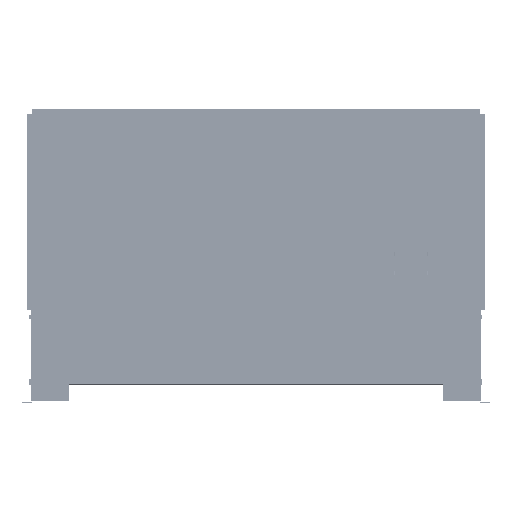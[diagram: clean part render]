
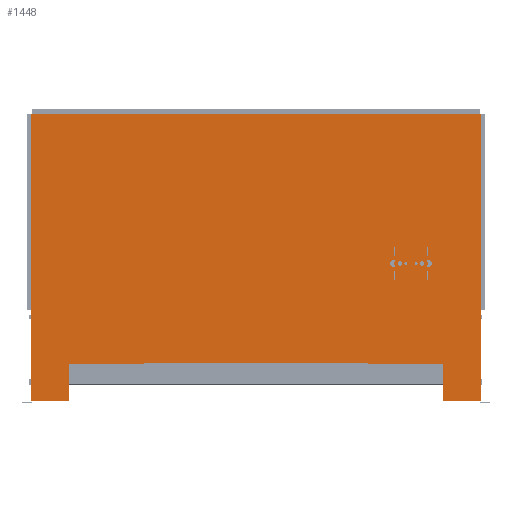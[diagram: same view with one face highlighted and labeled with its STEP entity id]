
A CAD part, left-side view. The second image highlights one B-rep face of the part: STEP entity #1448.
In plain terms, the highlighted planar face has unit normal (1, 0, 0).
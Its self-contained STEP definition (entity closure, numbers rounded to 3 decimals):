
#367=CARTESIAN_POINT('Vertex',(944.159,-635.292,-149.5)) ;
#370=CARTESIAN_POINT('Line Origine',(944.159,-635.292,236.)) ;
#374=CARTESIAN_POINT('Vertex',(944.159,-635.292,621.5)) ;
#1056=CARTESIAN_POINT('Vertex',(944.159,569.708,621.5)) ;
#1059=CARTESIAN_POINT('Line Origine',(944.159,569.708,236.)) ;
#1063=CARTESIAN_POINT('Vertex',(944.159,569.708,-149.5)) ;
#1319=CARTESIAN_POINT('Line Origine',(944.159,-32.792,621.5)) ;
#1368=CARTESIAN_POINT('Axis2P3D Location',(944.159,-32.792,236.)) ;
#1373=CARTESIAN_POINT('Line Origine',(944.159,367.958,-50.5)) ;
#1377=CARTESIAN_POINT('Vertex',(944.159,468.708,-50.5)) ;
#1379=CARTESIAN_POINT('Vertex',(944.159,267.208,-50.5)) ;
#1382=CARTESIAN_POINT('Line Origine',(944.159,468.708,-100.)) ;
#1386=CARTESIAN_POINT('Vertex',(944.159,468.708,-149.5)) ;
#1389=CARTESIAN_POINT('Line Origine',(944.159,519.208,-149.5)) ;
#1394=CARTESIAN_POINT('Line Origine',(944.159,-584.792,-149.5)) ;
#1398=CARTESIAN_POINT('Vertex',(944.159,-534.292,-149.5)) ;
#1401=CARTESIAN_POINT('Line Origine',(944.159,-534.292,-100.)) ;
#1405=CARTESIAN_POINT('Vertex',(944.159,-534.292,-50.5)) ;
#1408=CARTESIAN_POINT('Line Origine',(944.159,-433.542,-50.5)) ;
#1412=CARTESIAN_POINT('Vertex',(944.159,-332.792,-50.5)) ;
#1415=CARTESIAN_POINT('Line Origine',(944.159,-332.792,-49.5)) ;
#1419=CARTESIAN_POINT('Vertex',(944.159,-332.792,-48.5)) ;
#1422=CARTESIAN_POINT('Line Origine',(944.159,-32.792,-48.5)) ;
#1426=CARTESIAN_POINT('Vertex',(944.159,267.208,-48.5)) ;
#1429=CARTESIAN_POINT('Line Origine',(944.159,267.208,-49.5)) ;
#371=DIRECTION('Vector Direction',(0.,0.,1.)) ;
#1060=DIRECTION('Vector Direction',(0.,0.,-1.)) ;
#1320=DIRECTION('Vector Direction',(0.,-1.,0.)) ;
#1369=DIRECTION('Axis2P3D Direction',(1.,0.,0.)) ;
#1370=DIRECTION('Axis2P3D XDirection',(0.,1.,0.)) ;
#1374=DIRECTION('Vector Direction',(0.,-1.,0.)) ;
#1383=DIRECTION('Vector Direction',(0.,0.,-1.)) ;
#1390=DIRECTION('Vector Direction',(0.,-1.,0.)) ;
#1395=DIRECTION('Vector Direction',(0.,-1.,0.)) ;
#1402=DIRECTION('Vector Direction',(0.,0.,1.)) ;
#1409=DIRECTION('Vector Direction',(0.,-1.,0.)) ;
#1416=DIRECTION('Vector Direction',(0.,0.,1.)) ;
#1423=DIRECTION('Vector Direction',(0.,1.,0.)) ;
#1430=DIRECTION('Vector Direction',(0.,0.,1.)) ;
#1371=AXIS2_PLACEMENT_3D('Plane Axis2P3D',#1368,#1369,#1370) ;
#1435=ORIENTED_EDGE('',*,*,#1381,.F.) ;
#1436=ORIENTED_EDGE('',*,*,#1388,.T.) ;
#1437=ORIENTED_EDGE('',*,*,#1393,.F.) ;
#1438=ORIENTED_EDGE('',*,*,#1065,.F.) ;
#1439=ORIENTED_EDGE('',*,*,#1323,.T.) ;
#1440=ORIENTED_EDGE('',*,*,#376,.F.) ;
#1441=ORIENTED_EDGE('',*,*,#1400,.F.) ;
#1442=ORIENTED_EDGE('',*,*,#1407,.T.) ;
#1443=ORIENTED_EDGE('',*,*,#1414,.F.) ;
#1444=ORIENTED_EDGE('',*,*,#1421,.T.) ;
#1445=ORIENTED_EDGE('',*,*,#1428,.T.) ;
#1446=ORIENTED_EDGE('',*,*,#1433,.F.) ;
#372=VECTOR('Line Direction',#371,1.) ;
#1061=VECTOR('Line Direction',#1060,1.) ;
#1321=VECTOR('Line Direction',#1320,1.) ;
#1375=VECTOR('Line Direction',#1374,1.) ;
#1384=VECTOR('Line Direction',#1383,1.) ;
#1391=VECTOR('Line Direction',#1390,1.) ;
#1396=VECTOR('Line Direction',#1395,1.) ;
#1403=VECTOR('Line Direction',#1402,1.) ;
#1410=VECTOR('Line Direction',#1409,1.) ;
#1417=VECTOR('Line Direction',#1416,1.) ;
#1424=VECTOR('Line Direction',#1423,1.) ;
#1431=VECTOR('Line Direction',#1430,1.) ;
#1448=ADVANCED_FACE('Sheet.2',(#1447),#1372,.T.) ;
#376=EDGE_CURVE('',#368,#375,#373,.T.) ;
#1065=EDGE_CURVE('',#1057,#1064,#1062,.T.) ;
#1323=EDGE_CURVE('',#1057,#375,#1322,.T.) ;
#1381=EDGE_CURVE('',#1378,#1380,#1376,.T.) ;
#1388=EDGE_CURVE('',#1378,#1387,#1385,.T.) ;
#1393=EDGE_CURVE('',#1064,#1387,#1392,.T.) ;
#1400=EDGE_CURVE('',#1399,#368,#1397,.T.) ;
#1407=EDGE_CURVE('',#1399,#1406,#1404,.T.) ;
#1414=EDGE_CURVE('',#1413,#1406,#1411,.T.) ;
#1421=EDGE_CURVE('',#1413,#1420,#1418,.T.) ;
#1428=EDGE_CURVE('',#1420,#1427,#1425,.T.) ;
#1433=EDGE_CURVE('',#1380,#1427,#1432,.T.) ;
#1434=EDGE_LOOP('',(#1435,#1436,#1437,#1438,#1439,#1440,#1441,#1442,#1443,#1444,#1445,#1446)) ;
#1447=FACE_OUTER_BOUND('',#1434,.T.) ;
#373=LINE('Line',#370,#372) ;
#1062=LINE('Line',#1059,#1061) ;
#1322=LINE('Line',#1319,#1321) ;
#1376=LINE('Line',#1373,#1375) ;
#1385=LINE('Line',#1382,#1384) ;
#1392=LINE('Line',#1389,#1391) ;
#1397=LINE('Line',#1394,#1396) ;
#1404=LINE('Line',#1401,#1403) ;
#1411=LINE('Line',#1408,#1410) ;
#1418=LINE('Line',#1415,#1417) ;
#1425=LINE('Line',#1422,#1424) ;
#1432=LINE('Line',#1429,#1431) ;
#1372=PLANE('',#1371) ;
#368=VERTEX_POINT('',#367) ;
#375=VERTEX_POINT('',#374) ;
#1057=VERTEX_POINT('',#1056) ;
#1064=VERTEX_POINT('',#1063) ;
#1378=VERTEX_POINT('',#1377) ;
#1380=VERTEX_POINT('',#1379) ;
#1387=VERTEX_POINT('',#1386) ;
#1399=VERTEX_POINT('',#1398) ;
#1406=VERTEX_POINT('',#1405) ;
#1413=VERTEX_POINT('',#1412) ;
#1420=VERTEX_POINT('',#1419) ;
#1427=VERTEX_POINT('',#1426) ;
